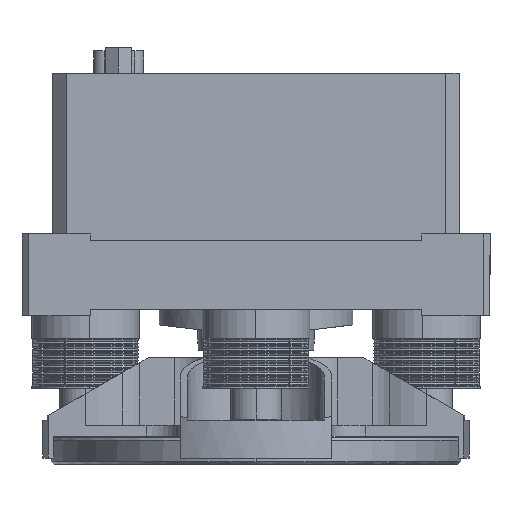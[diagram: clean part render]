
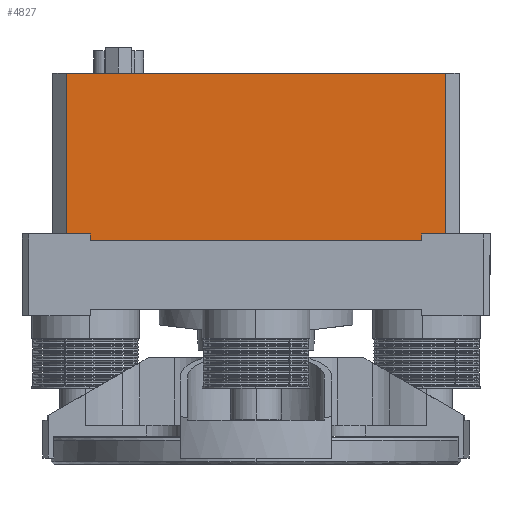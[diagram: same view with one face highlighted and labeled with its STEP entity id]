
A CAD part, left-side view. The second image highlights one B-rep face of the part: STEP entity #4827.
In plain terms, the highlighted planar face has unit normal (-1, 0, 0).
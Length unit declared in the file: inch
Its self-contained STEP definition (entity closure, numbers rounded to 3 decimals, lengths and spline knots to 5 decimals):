
#3731 = DIRECTION ( 'NONE',  ( 0., 1., 0. ) ) ;
#3732 = CARTESIAN_POINT ( 'NONE',  ( -0.875, -1.72087, 0.11939 ) ) ;
#3936 = DIRECTION ( 'NONE',  ( 0., 0., 1. ) ) ;
#4041 = LINE ( 'NONE', #4052, #15301 ) ;
#4049 = LINE ( 'NONE', #4051, #15053 ) ;
#4051 = CARTESIAN_POINT ( 'NONE',  ( -0.875, 1.37913, 0.95639 ) ) ;
#4052 = CARTESIAN_POINT ( 'NONE',  ( -0.875, -1.39587, 0.95639 ) ) ;
#4053 = DIRECTION ( 'NONE',  ( 0., 0., -1. ) ) ;
#4147 = LINE ( 'NONE', #3732, #14988 ) ;
#4827 = ADVANCED_FACE ( 'NONE', ( #8501 ), #8546, .F. ) ;
#7098 = EDGE_LOOP ( 'NONE', ( #12296, #12539, #11231, #11232 ) ) ;
#7797 = AXIS2_PLACEMENT_3D ( 'NONE', #8527, #8391, #8392 ) ;
#8391 = DIRECTION ( 'NONE',  ( 1., 0., 0. ) ) ;
#8392 = DIRECTION ( 'NONE',  ( 0., 0., -1. ) ) ;
#8501 = FACE_OUTER_BOUND ( 'NONE', #7098, .T. ) ;
#8527 = CARTESIAN_POINT ( 'NONE',  ( -0.875, -1.72087, 0.95639 ) ) ;
#8546 = PLANE ( 'NONE',  #7797 ) ;
#9140 = EDGE_CURVE ( 'NONE', #22478, #22590, #4147, .T. ) ;
#9172 = EDGE_CURVE ( 'NONE', #17457, #22590, #4049, .T. ) ;
#9173 = EDGE_CURVE ( 'NONE', #22478, #16871, #4041, .T. ) ;
#9355 = EDGE_CURVE ( 'NONE', #17457, #16871, #21128, .T. ) ;
#11231 = ORIENTED_EDGE ( 'NONE', *, *, #9172, .T. ) ;
#11232 = ORIENTED_EDGE ( 'NONE', *, *, #9140, .F. ) ;
#12296 = ORIENTED_EDGE ( 'NONE', *, *, #9173, .T. ) ;
#12539 = ORIENTED_EDGE ( 'NONE', *, *, #9355, .F. ) ;
#14988 = VECTOR ( 'NONE', #3731, 39.37008 ) ;
#15053 = VECTOR ( 'NONE', #4053, 39.37008 ) ;
#15301 = VECTOR ( 'NONE', #3936, 39.37008 ) ;
#15334 = VECTOR ( 'NONE', #21138, 39.37008 ) ;
#16028 = CARTESIAN_POINT ( 'NONE',  ( -0.875, -1.39587, 1.34639 ) ) ;
#16477 = CARTESIAN_POINT ( 'NONE',  ( -0.875, 1.37913, 1.34639 ) ) ;
#16871 = VERTEX_POINT ( 'NONE', #16028 ) ;
#17457 = VERTEX_POINT ( 'NONE', #16477 ) ;
#21128 = LINE ( 'NONE', #21129, #15334 ) ;
#21129 = CARTESIAN_POINT ( 'NONE',  ( -0.875, 1.37913, 1.34639 ) ) ;
#21138 = DIRECTION ( 'NONE',  ( 0., -1., 0. ) ) ;
#22478 = VERTEX_POINT ( 'NONE', #23183 ) ;
#22590 = VERTEX_POINT ( 'NONE', #23228 ) ;
#23183 = CARTESIAN_POINT ( 'NONE',  ( -0.875, -1.39587, 0.11939 ) ) ;
#23228 = CARTESIAN_POINT ( 'NONE',  ( -0.875, 1.37913, 0.11939 ) ) ;
